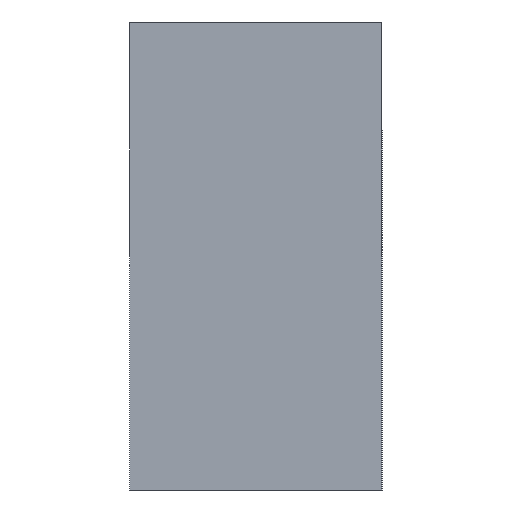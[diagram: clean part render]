
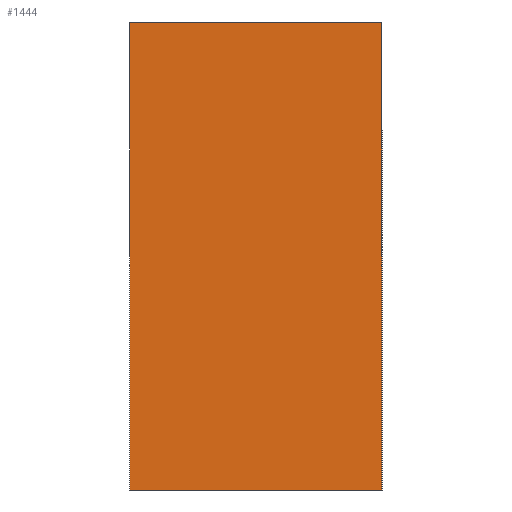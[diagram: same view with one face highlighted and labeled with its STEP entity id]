
A CAD part, left-side view. The second image highlights one B-rep face of the part: STEP entity #1444.
In plain terms, the highlighted planar face has unit normal (-1, 0, 0).
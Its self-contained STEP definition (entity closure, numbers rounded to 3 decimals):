
#1388=CARTESIAN_POINT('',(-0.,292.5,65.));
#1389=VERTEX_POINT('',#1388);
#1396=CARTESIAN_POINT('',(-0.,257.5,65.));
#1397=VERTEX_POINT('',#1396);
#1398=CARTESIAN_POINT('',(-0.,292.5,65.));
#1399=DIRECTION('',(0.,-1.,0.));
#1400=VECTOR('',#1399,35.);
#1401=LINE('',#1398,#1400);
#1402=EDGE_CURVE('',#1389,#1397,#1401,.T.);
#1414=CARTESIAN_POINT('',(-0.,235.,65.));
#1415=DIRECTION('',(1.,0.,0.));
#1416=DIRECTION('',(-0.,1.,0.));
#1417=AXIS2_PLACEMENT_3D('',#1414,#1415,#1416);
#1418=PLANE('',#1417);
#1419=ORIENTED_EDGE('',*,*,#1402,.F.);
#1420=CARTESIAN_POINT('',(-0.,292.5,0.));
#1421=VERTEX_POINT('',#1420);
#1422=CARTESIAN_POINT('',(-0.,292.5,65.));
#1423=DIRECTION('',(0.,0.,-1.));
#1424=VECTOR('',#1423,65.);
#1425=LINE('',#1422,#1424);
#1426=EDGE_CURVE('',#1389,#1421,#1425,.T.);
#1427=ORIENTED_EDGE('',*,*,#1426,.T.);
#1428=CARTESIAN_POINT('',(-0.,257.5,0.));
#1429=VERTEX_POINT('',#1428);
#1430=CARTESIAN_POINT('',(-0.,292.5,0.));
#1431=DIRECTION('',(0.,-1.,0.));
#1432=VECTOR('',#1431,35.);
#1433=LINE('',#1430,#1432);
#1434=EDGE_CURVE('',#1421,#1429,#1433,.T.);
#1435=ORIENTED_EDGE('',*,*,#1434,.T.);
#1436=CARTESIAN_POINT('',(-0.,257.5,65.));
#1437=DIRECTION('',(0.,0.,-1.));
#1438=VECTOR('',#1437,65.);
#1439=LINE('',#1436,#1438);
#1440=EDGE_CURVE('',#1397,#1429,#1439,.T.);
#1441=ORIENTED_EDGE('',*,*,#1440,.F.);
#1442=EDGE_LOOP('',(#1419,#1427,#1435,#1441));
#1443=FACE_BOUND('',#1442,.T.);
#1444=ADVANCED_FACE('',(#1443),#1418,.F.);
